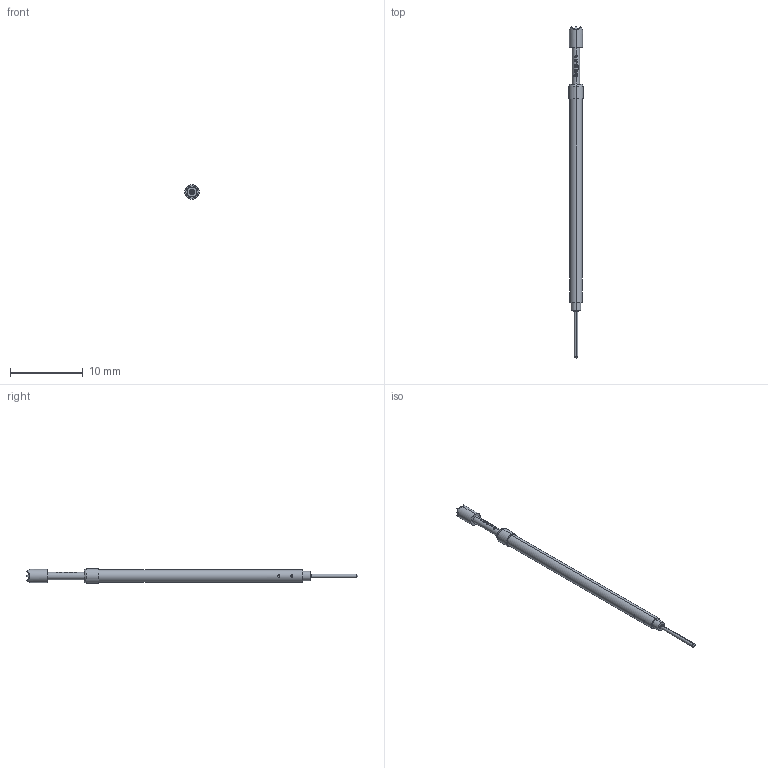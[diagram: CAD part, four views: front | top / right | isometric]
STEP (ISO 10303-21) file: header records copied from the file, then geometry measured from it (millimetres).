
FILE_DESCRIPTION (( 'STEP AP203' ), '1' );
FILE_NAME ('INGUN_SKS-215_306_180_N_xx02_E.STEP', '2022-02-18T06:11:07', ( 'ochi' ), ( '' ), 'SwSTEP 2.0', 'SolidWorks 2018', '' );
FILE_SCHEMA (( 'CONFIG_CONTROL_DESIGN' ));
Length unit declared in the file: millimetre
Products named in the file (1): INGUN_SKS-215_306_180_N_xx02_E
Bounding box: 2 x 45.6 x 2 mm (x, y, z)
Volume: 79.4 mm3; surface area: 214.4 mm2
Topology: 1 solids, 1 shells, 145 faces, 372 edges, 239 vertices
Faces by surface type: plane 82, cylinder 35, bspline 22, cone 6
Entity records: 4801 total; most frequent: CARTESIAN_POINT 1451, ORIENTED_EDGE 744, DIRECTION 600, EDGE_CURVE 372, VERTEX_POINT 239, AXIS2_PLACEMENT_3D 228, EDGE_LOOP 155, FACE_OUTER_BOUND 145
